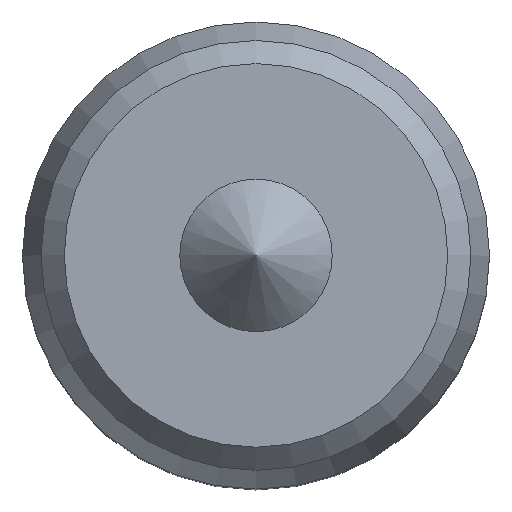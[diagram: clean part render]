
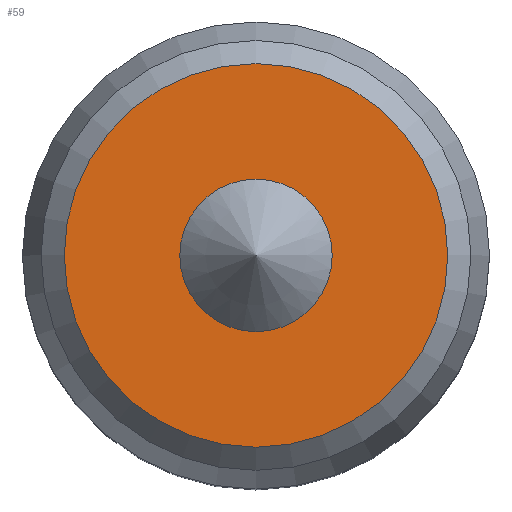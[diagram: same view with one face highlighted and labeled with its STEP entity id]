
A CAD part, top view. The second image highlights one B-rep face of the part: STEP entity #59.
In plain terms, the highlighted planar face has unit normal (0, 0, 1).
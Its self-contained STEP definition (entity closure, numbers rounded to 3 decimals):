
#36=PLANE('',#519);
#59=ADVANCED_FACE('',(#84,#85),#36,.F.);
#84=FACE_BOUND('',#110,.T.);
#85=FACE_BOUND('',#111,.T.);
#110=EDGE_LOOP('',(#136));
#111=EDGE_LOOP('',(#137));
#136=ORIENTED_EDGE('',*,*,#166,.T.);
#137=ORIENTED_EDGE('',*,*,#167,.F.);
#153=VERTEX_POINT('',#699);
#154=VERTEX_POINT('',#702);
#166=EDGE_CURVE('',#153,#153,#180,.T.);
#167=EDGE_CURVE('',#154,#154,#181,.T.);
#180=CIRCLE('',#516,1.65);
#181=CIRCLE('',#518,4.15);
#516=AXIS2_PLACEMENT_3D('',#698,#606,#607);
#518=AXIS2_PLACEMENT_3D('',#701,#610,#611);
#519=AXIS2_PLACEMENT_3D('',#703,#612,#613);
#606=DIRECTION('',(0.,0.,-1.));
#607=DIRECTION('',(-1.,0.,0.));
#610=DIRECTION('',(0.,0.,-1.));
#611=DIRECTION('',(-1.,0.,0.));
#612=DIRECTION('',(0.,0.,-1.));
#613=DIRECTION('',(-1.,0.,0.));
#698=CARTESIAN_POINT('',(0.,0.,90.));
#699=CARTESIAN_POINT('',(-1.65,0.,90.));
#701=CARTESIAN_POINT('',(0.,0.,90.));
#702=CARTESIAN_POINT('',(-4.15,0.,90.));
#703=CARTESIAN_POINT('',(0.,0.,90.));
